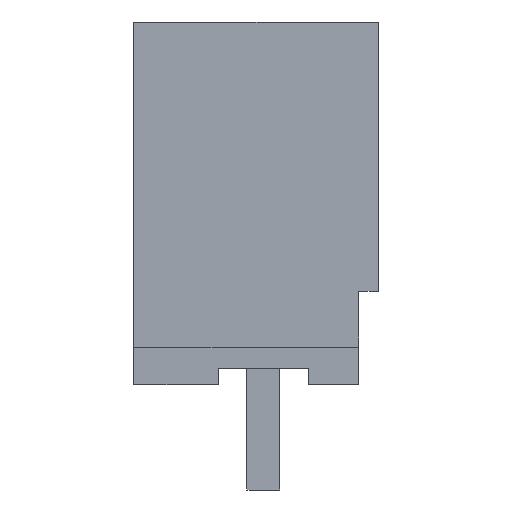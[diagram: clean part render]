
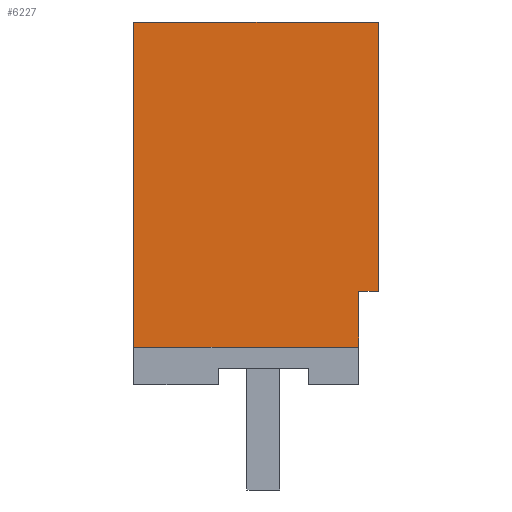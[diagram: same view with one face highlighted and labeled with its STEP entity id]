
A CAD part, left-side view. The second image highlights one B-rep face of the part: STEP entity #6227.
In plain terms, the highlighted planar face has unit normal (-1, 0, 0).
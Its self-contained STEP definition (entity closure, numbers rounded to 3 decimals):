
#6198=AXIS2_PLACEMENT_3D('Plane Axis2P3D',#6195,#6196,#6197) ;
#233=CARTESIAN_POINT('Vertex',(0.,7.45,4.35)) ;
#236=CARTESIAN_POINT('Line Origine',(0.,7.45,9.3)) ;
#240=CARTESIAN_POINT('Vertex',(0.,7.45,14.25)) ;
#4553=CARTESIAN_POINT('Vertex',(0.,0.6,6.05)) ;
#4556=CARTESIAN_POINT('Line Origine',(0.,0.6,5.2)) ;
#4560=CARTESIAN_POINT('Vertex',(0.,0.6,4.35)) ;
#5934=CARTESIAN_POINT('Line Origine',(0.,4.025,4.35)) ;
#6195=CARTESIAN_POINT('Axis2P3D Location',(0.,7.45,14.25)) ;
#6200=CARTESIAN_POINT('Line Origine',(0.,0.,10.15)) ;
#6204=CARTESIAN_POINT('Vertex',(0.,0.,14.25)) ;
#6206=CARTESIAN_POINT('Vertex',(0.,0.,6.05)) ;
#6209=CARTESIAN_POINT('Line Origine',(0.,3.725,14.25)) ;
#6214=CARTESIAN_POINT('Line Origine',(0.,0.3,6.05)) ;
#237=DIRECTION('Vector Direction',(0.,0.,-1.)) ;
#4557=DIRECTION('Vector Direction',(0.,0.,1.)) ;
#5935=DIRECTION('Vector Direction',(0.,-1.,0.)) ;
#6196=DIRECTION('Axis2P3D Direction',(-1.,-0.,0.)) ;
#6197=DIRECTION('Axis2P3D XDirection',(0.,0.,-1.)) ;
#6201=DIRECTION('Vector Direction',(0.,0.,-1.)) ;
#6210=DIRECTION('Vector Direction',(0.,-1.,0.)) ;
#6215=DIRECTION('Vector Direction',(0.,-1.,0.)) ;
#238=VECTOR('Line Direction',#237,1.) ;
#4558=VECTOR('Line Direction',#4557,1.) ;
#5936=VECTOR('Line Direction',#5935,1.) ;
#6202=VECTOR('Line Direction',#6201,1.) ;
#6211=VECTOR('Line Direction',#6210,1.) ;
#6216=VECTOR('Line Direction',#6215,1.) ;
#6220=ORIENTED_EDGE('',*,*,#6208,.F.) ;
#6221=ORIENTED_EDGE('',*,*,#6213,.F.) ;
#6222=ORIENTED_EDGE('',*,*,#242,.T.) ;
#6223=ORIENTED_EDGE('',*,*,#5938,.T.) ;
#6224=ORIENTED_EDGE('',*,*,#4562,.T.) ;
#6225=ORIENTED_EDGE('',*,*,#6218,.F.) ;
#6227=ADVANCED_FACE('HOUSING',(#6226),#6199,.T.) ;
#242=EDGE_CURVE('',#241,#234,#239,.T.) ;
#4562=EDGE_CURVE('',#4561,#4554,#4559,.T.) ;
#5938=EDGE_CURVE('',#234,#4561,#5937,.T.) ;
#6208=EDGE_CURVE('',#6205,#6207,#6203,.T.) ;
#6213=EDGE_CURVE('',#241,#6205,#6212,.T.) ;
#6218=EDGE_CURVE('',#6207,#4554,#6217,.F.) ;
#6219=EDGE_LOOP('',(#6220,#6221,#6222,#6223,#6224,#6225)) ;
#6226=FACE_OUTER_BOUND('',#6219,.T.) ;
#239=LINE('Line',#236,#238) ;
#4559=LINE('Line',#4556,#4558) ;
#5937=LINE('Line',#5934,#5936) ;
#6203=LINE('Line',#6200,#6202) ;
#6212=LINE('Line',#6209,#6211) ;
#6217=LINE('Line',#6214,#6216) ;
#6199=PLANE('',#6198) ;
#234=VERTEX_POINT('',#233) ;
#241=VERTEX_POINT('',#240) ;
#4554=VERTEX_POINT('',#4553) ;
#4561=VERTEX_POINT('',#4560) ;
#6205=VERTEX_POINT('',#6204) ;
#6207=VERTEX_POINT('',#6206) ;
